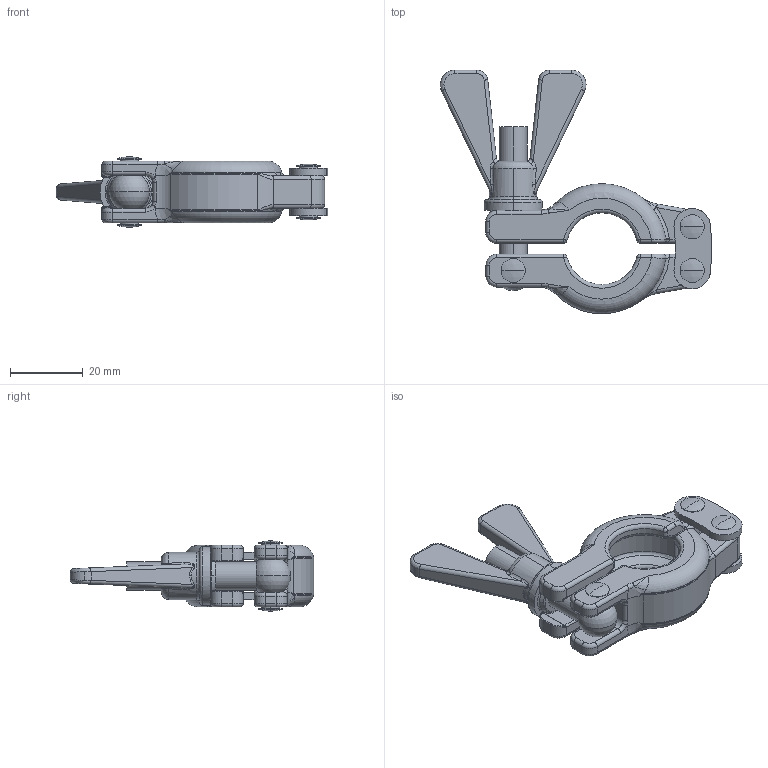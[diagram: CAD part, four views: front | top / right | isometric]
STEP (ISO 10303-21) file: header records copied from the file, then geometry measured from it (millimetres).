
FILE_DESCRIPTION (( 'STEP AP214' ), '1' );
FILE_NAME ('CL.SH.0050 BLOCK.STEP', '2020-05-19T10:23:24', ( '' ), ( '' ), 'SwSTEP 2.0', 'SolidWorks 2020', '' );
FILE_SCHEMA (( 'AUTOMOTIVE_DESIGN' ));
Length unit declared in the file: millimetre
Products named in the file (1): CL.SH.0050 BLOCK
Bounding box: 74.49 x 66.85 x 19.3 mm (x, y, z)
Volume: 19563.8 mm3; surface area: 11735.1 mm2
Topology: 3 solids, 3 shells, 458 faces, 1090 edges, 624 vertices
Faces by surface type: cylinder 168, torus 87, bspline 86, plane 65, sphere 38, cone 14
Entity records: 16284 total; most frequent: CARTESIAN_POINT 6171, DIRECTION 2176, ORIENTED_EDGE 2130, EDGE_CURVE 1065, AXIS2_PLACEMENT_3D 946, VERTEX_POINT 623, CIRCLE 573, EDGE_LOOP 482
